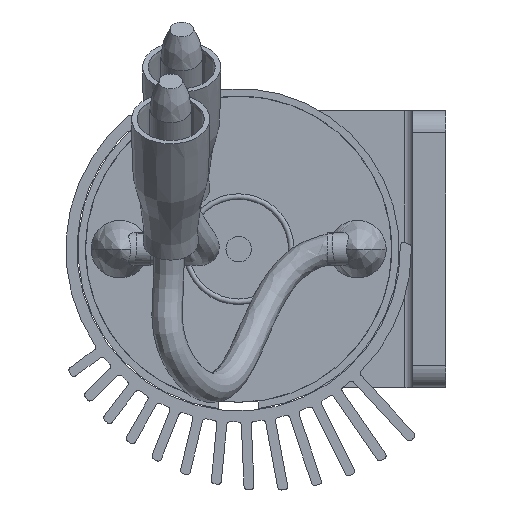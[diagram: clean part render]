
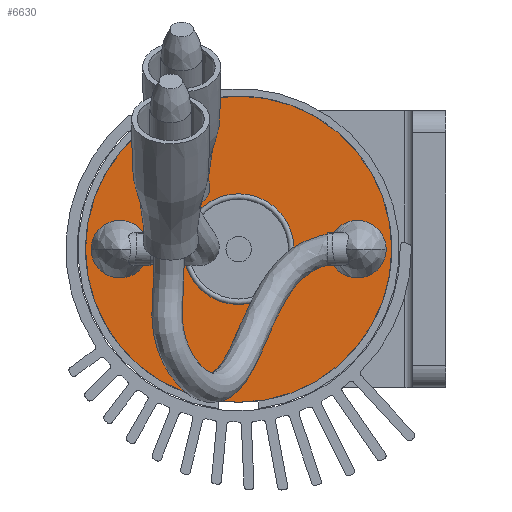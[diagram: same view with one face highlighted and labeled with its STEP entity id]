
A CAD part, left-side view. The second image highlights one B-rep face of the part: STEP entity #6630.
In plain terms, the highlighted face is planar.
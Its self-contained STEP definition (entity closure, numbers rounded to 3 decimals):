
#125=FACE_BOUND('',#1817,.T.);
#126=FACE_BOUND('',#1818,.T.);
#127=FACE_BOUND('',#1819,.T.);
#1239=PLANE('',#7219);
#1403=FACE_OUTER_BOUND('',#1816,.T.);
#1816=EDGE_LOOP('',(#4705));
#1817=EDGE_LOOP('',(#4706,#4707));
#1818=EDGE_LOOP('',(#4708,#4709));
#1819=EDGE_LOOP('',(#4710));
#2372=CIRCLE('',#7153,2.6);
#2402=CIRCLE('',#7211,5.);
#2403=CIRCLE('',#7212,2.6);
#2404=CIRCLE('',#7214,2.6);
#2405=CIRCLE('',#7216,13.82);
#2407=CIRCLE('',#7220,2.6);
#2833=VERTEX_POINT('',#11717);
#2836=VERTEX_POINT('',#11754);
#2868=VERTEX_POINT('',#11915);
#2870=VERTEX_POINT('',#11955);
#2871=VERTEX_POINT('',#11960);
#2872=VERTEX_POINT('',#12005);
#3516=EDGE_CURVE('',#2833,#2836,#2372,.T.);
#3565=EDGE_CURVE('',#2868,#2868,#2402,.T.);
#3567=EDGE_CURVE('',#2870,#2871,#2403,.T.);
#3570=EDGE_CURVE('',#2871,#2870,#2404,.T.);
#3571=EDGE_CURVE('',#2872,#2872,#2405,.T.);
#3574=EDGE_CURVE('',#2836,#2833,#2407,.T.);
#4705=ORIENTED_EDGE('',*,*,#3571,.T.);
#4706=ORIENTED_EDGE('',*,*,#3570,.F.);
#4707=ORIENTED_EDGE('',*,*,#3567,.F.);
#4708=ORIENTED_EDGE('',*,*,#3574,.T.);
#4709=ORIENTED_EDGE('',*,*,#3516,.T.);
#4710=ORIENTED_EDGE('',*,*,#3565,.F.);
#6630=ADVANCED_FACE('',(#1403,#125,#126,#127),#1239,.F.);
#7153=AXIS2_PLACEMENT_3D('',#11756,#8074,#8075);
#7211=AXIS2_PLACEMENT_3D('',#11917,#8207,#8208);
#7212=AXIS2_PLACEMENT_3D('',#11961,#8209,#8210);
#7214=AXIS2_PLACEMENT_3D('',#12003,#8213,#8214);
#7216=AXIS2_PLACEMENT_3D('',#12006,#8217,#8218);
#7219=AXIS2_PLACEMENT_3D('',#12011,#8224,#8225);
#7220=AXIS2_PLACEMENT_3D('',#12012,#8226,#8227);
#8074=DIRECTION('center_axis',(0.,0.,-1.));
#8075=DIRECTION('ref_axis',(0.,1.,0.));
#8207=DIRECTION('center_axis',(0.,0.,1.));
#8208=DIRECTION('ref_axis',(1.,0.,0.));
#8209=DIRECTION('center_axis',(0.,0.,1.));
#8210=DIRECTION('ref_axis',(0.,-1.,0.));
#8213=DIRECTION('center_axis',(0.,0.,1.));
#8214=DIRECTION('ref_axis',(0.,-1.,0.));
#8217=DIRECTION('center_axis',(0.,0.,1.));
#8218=DIRECTION('ref_axis',(1.,0.,0.));
#8224=DIRECTION('center_axis',(0.,0.,-1.));
#8225=DIRECTION('ref_axis',(-1.,0.,0.));
#8226=DIRECTION('center_axis',(0.,0.,-1.));
#8227=DIRECTION('ref_axis',(0.,1.,0.));
#11717=CARTESIAN_POINT('',(0.,13.32,51.57));
#11754=CARTESIAN_POINT('',(0.,8.12,51.57));
#11756=CARTESIAN_POINT('Origin',(0.,10.72,51.57));
#11915=CARTESIAN_POINT('',(-5.,0.,51.57));
#11917=CARTESIAN_POINT('Origin',(0.,0.,51.57));
#11955=CARTESIAN_POINT('',(0.,-13.32,51.57));
#11960=CARTESIAN_POINT('',(0.,-8.12,51.57));
#11961=CARTESIAN_POINT('Origin',(0.,-10.72,51.57));
#12003=CARTESIAN_POINT('Origin',(0.,-10.72,51.57));
#12005=CARTESIAN_POINT('',(-13.82,0.,51.57));
#12006=CARTESIAN_POINT('Origin',(0.,0.,51.57));
#12011=CARTESIAN_POINT('Origin',(0.,13.82,51.57));
#12012=CARTESIAN_POINT('Origin',(0.,10.72,51.57));
